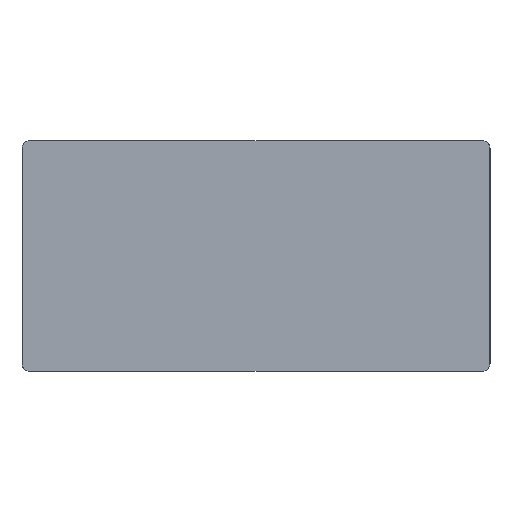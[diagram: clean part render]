
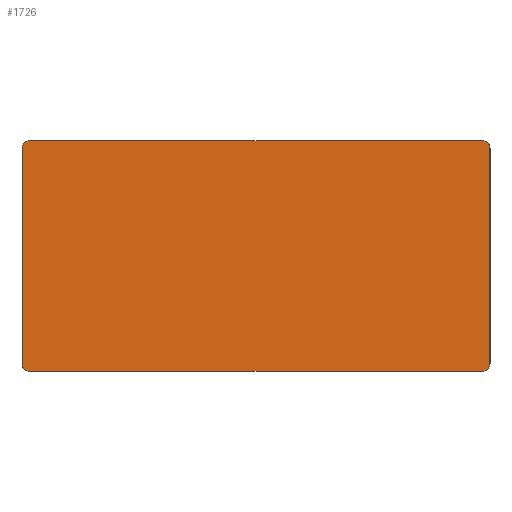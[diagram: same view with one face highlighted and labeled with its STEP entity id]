
A CAD part, top view. The second image highlights one B-rep face of the part: STEP entity #1726.
In plain terms, the highlighted planar face has unit normal (0, 0, 1).
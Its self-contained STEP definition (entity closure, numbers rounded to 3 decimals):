
#8 = DIRECTION ( 'NONE',  ( 1., 0., 0. ) ) ;
#15 = VERTEX_POINT ( 'NONE', #1823 ) ;
#81 = VERTEX_POINT ( 'NONE', #826 ) ;
#94 = DIRECTION ( 'NONE',  ( 1., 0., 0. ) ) ;
#101 = DIRECTION ( 'NONE',  ( 0., 1., 0. ) ) ;
#116 = EDGE_CURVE ( 'NONE', #215, #81, #1080, .T. ) ;
#117 = CARTESIAN_POINT ( 'NONE',  ( 98.45, -45.275, 15. ) ) ;
#145 = CARTESIAN_POINT ( 'NONE',  ( 98.45, 45.275, 15. ) ) ;
#151 = CARTESIAN_POINT ( 'NONE',  ( -95.275, -48.45, 15. ) ) ;
#210 = ORIENTED_EDGE ( 'NONE', *, *, #1518, .T. ) ;
#214 = DIRECTION ( 'NONE',  ( 0., -1., 0. ) ) ;
#215 = VERTEX_POINT ( 'NONE', #944 ) ;
#237 = CARTESIAN_POINT ( 'NONE',  ( 95.275, 45.275, 15. ) ) ;
#252 = VECTOR ( 'NONE', #1011, 1000. ) ;
#364 = CARTESIAN_POINT ( 'NONE',  ( -98.45, 45.275, 15. ) ) ;
#399 = DIRECTION ( 'NONE',  ( 0., 0., 1. ) ) ;
#401 = EDGE_CURVE ( 'NONE', #1653, #1729, #1631, .T. ) ;
#414 = DIRECTION ( 'NONE',  ( 1., 0., 0. ) ) ;
#463 = ORIENTED_EDGE ( 'NONE', *, *, #116, .T. ) ;
#464 = VERTEX_POINT ( 'NONE', #1150 ) ;
#471 = EDGE_CURVE ( 'NONE', #81, #1776, #641, .T. ) ;
#475 = CIRCLE ( 'NONE', #1819, 3.175 ) ;
#525 = CARTESIAN_POINT ( 'NONE',  ( -95.275, 45.275, 15. ) ) ;
#540 = VECTOR ( 'NONE', #214, 1000. ) ;
#556 = CARTESIAN_POINT ( 'NONE',  ( -95.275, -45.275, 15. ) ) ;
#625 = ORIENTED_EDGE ( 'NONE', *, *, #1397, .T. ) ;
#641 = LINE ( 'NONE', #151, #252 ) ;
#759 = CARTESIAN_POINT ( 'NONE',  ( 98.45, -45.275, 15. ) ) ;
#791 = DIRECTION ( 'NONE',  ( 1., 0., 0. ) ) ;
#826 = CARTESIAN_POINT ( 'NONE',  ( -95.275, -48.45, 15. ) ) ;
#878 = DIRECTION ( 'NONE',  ( 0., 0., 1. ) ) ;
#897 = DIRECTION ( 'NONE',  ( -1., 0., 0. ) ) ;
#904 = CIRCLE ( 'NONE', #1539, 3.175 ) ;
#944 = CARTESIAN_POINT ( 'NONE',  ( -98.45, -45.275, 15. ) ) ;
#983 = VECTOR ( 'NONE', #897, 1000. ) ;
#1009 = FACE_OUTER_BOUND ( 'NONE', #1418, .T. ) ;
#1011 = DIRECTION ( 'NONE',  ( 1., 0., 0. ) ) ;
#1051 = AXIS2_PLACEMENT_3D ( 'NONE', #556, #1405, #414 ) ;
#1066 = ORIENTED_EDGE ( 'NONE', *, *, #471, .T. ) ;
#1080 = CIRCLE ( 'NONE', #1051, 3.175 ) ;
#1084 = EDGE_CURVE ( 'NONE', #464, #215, #1667, .T. ) ;
#1091 = DIRECTION ( 'NONE',  ( 0., 0., 1. ) ) ;
#1113 = ORIENTED_EDGE ( 'NONE', *, *, #1373, .T. ) ;
#1150 = CARTESIAN_POINT ( 'NONE',  ( -98.45, 45.275, 15. ) ) ;
#1160 = CARTESIAN_POINT ( 'NONE',  ( 95.275, -48.45, 15. ) ) ;
#1168 = CARTESIAN_POINT ( 'NONE',  ( 95.275, 48.45, 15. ) ) ;
#1191 = AXIS2_PLACEMENT_3D ( 'NONE', #1292, #878, #8 ) ;
#1223 = AXIS2_PLACEMENT_3D ( 'NONE', #1247, #399, #1389 ) ;
#1247 = CARTESIAN_POINT ( 'NONE',  ( 95.275, -45.275, 15. ) ) ;
#1251 = VECTOR ( 'NONE', #101, 1000. ) ;
#1278 = ORIENTED_EDGE ( 'NONE', *, *, #1810, .T. ) ;
#1292 = CARTESIAN_POINT ( 'NONE',  ( 95.275, -45.275, 15. ) ) ;
#1310 = ORIENTED_EDGE ( 'NONE', *, *, #1084, .T. ) ;
#1357 = LINE ( 'NONE', #1168, #983 ) ;
#1373 = EDGE_CURVE ( 'NONE', #1729, #15, #904, .T. ) ;
#1389 = DIRECTION ( 'NONE',  ( 1., 0., 0. ) ) ;
#1397 = EDGE_CURVE ( 'NONE', #1704, #464, #475, .T. ) ;
#1405 = DIRECTION ( 'NONE',  ( 0., 0., 1. ) ) ;
#1418 = EDGE_LOOP ( 'NONE', ( #210, #1835, #1113, #1278, #625, #1310, #463, #1066 ) ) ;
#1438 = PLANE ( 'NONE',  #1191 ) ;
#1518 = EDGE_CURVE ( 'NONE', #1776, #1653, #1798, .T. ) ;
#1539 = AXIS2_PLACEMENT_3D ( 'NONE', #237, #1091, #94 ) ;
#1562 = CARTESIAN_POINT ( 'NONE',  ( -95.275, 48.45, 15. ) ) ;
#1631 = LINE ( 'NONE', #117, #1251 ) ;
#1633 = DIRECTION ( 'NONE',  ( 0., 0., 1. ) ) ;
#1653 = VERTEX_POINT ( 'NONE', #759 ) ;
#1667 = LINE ( 'NONE', #364, #540 ) ;
#1704 = VERTEX_POINT ( 'NONE', #1562 ) ;
#1726 = ADVANCED_FACE ( 'NONE', ( #1009 ), #1438, .T. ) ;
#1729 = VERTEX_POINT ( 'NONE', #145 ) ;
#1776 = VERTEX_POINT ( 'NONE', #1160 ) ;
#1798 = CIRCLE ( 'NONE', #1223, 3.175 ) ;
#1810 = EDGE_CURVE ( 'NONE', #15, #1704, #1357, .T. ) ;
#1819 = AXIS2_PLACEMENT_3D ( 'NONE', #525, #1633, #791 ) ;
#1823 = CARTESIAN_POINT ( 'NONE',  ( 95.275, 48.45, 15. ) ) ;
#1835 = ORIENTED_EDGE ( 'NONE', *, *, #401, .T. ) ;
